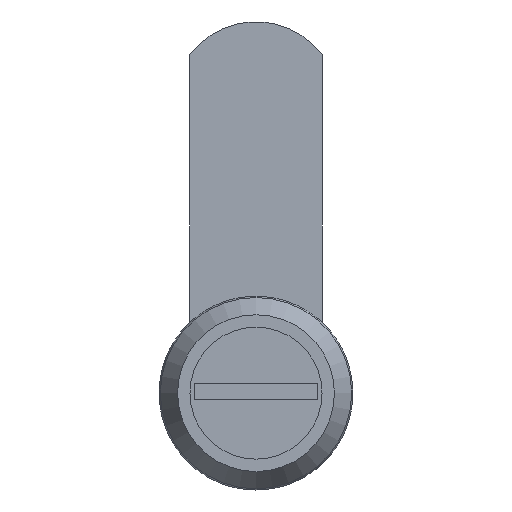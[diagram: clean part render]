
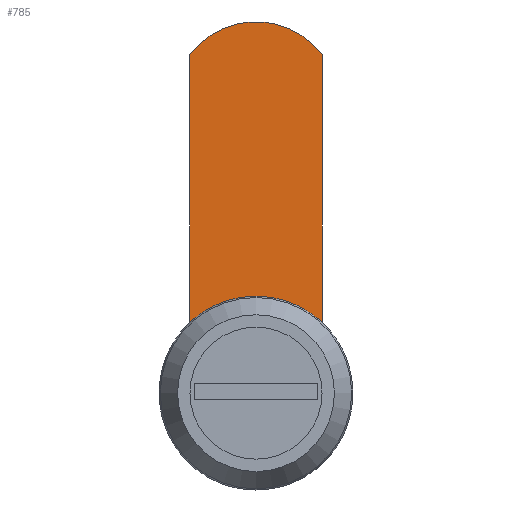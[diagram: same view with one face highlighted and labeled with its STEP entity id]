
A CAD part, left-side view. The second image highlights one B-rep face of the part: STEP entity #785.
In plain terms, the highlighted planar face has unit normal (-1, 0, 0).
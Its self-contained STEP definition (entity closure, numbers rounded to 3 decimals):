
#649=CARTESIAN_POINT('',(42.0,8.,-8.388));
#650=VERTEX_POINT('',#649);
#657=CARTESIAN_POINT('',(42.0,8.,41.));
#658=VERTEX_POINT('',#657);
#659=CARTESIAN_POINT('',(42.0,8.,41.));
#660=DIRECTION('',(0.0,0.0,-1.0));
#661=VECTOR('',#660,49.388);
#662=LINE('',#659,#661);
#663=EDGE_CURVE('',#658,#650,#662,.T.);
#688=CARTESIAN_POINT('',(42.0,-8.,-8.388));
#689=VERTEX_POINT('',#688);
#696=CARTESIAN_POINT('',(42.0,0.0,0.0));
#697=DIRECTION('',(-1.0,0.0,0.0));
#698=DIRECTION('',(0.0,-0.69,0.724));
#699=AXIS2_PLACEMENT_3D('',#696,#697,#698);
#700=CIRCLE('',#699,11.591);
#701=EDGE_CURVE('',#650,#689,#700,.T.);
#720=CARTESIAN_POINT('',(42.0,-8.,41.));
#721=VERTEX_POINT('',#720);
#728=CARTESIAN_POINT('',(42.0,-8.,-8.388));
#729=DIRECTION('',(0.0,0.0,1.0));
#730=VECTOR('',#729,49.388);
#731=LINE('',#728,#730);
#732=EDGE_CURVE('',#689,#721,#731,.T.);
#751=CARTESIAN_POINT('',(42.0,0.0,35.));
#752=DIRECTION('',(-1.0,0.0,0.0));
#753=DIRECTION('',(0.0,0.8,-0.6));
#754=AXIS2_PLACEMENT_3D('',#751,#752,#753);
#755=CIRCLE('',#754,10.);
#756=EDGE_CURVE('',#721,#658,#755,.T.);
#774=CARTESIAN_POINT('',(42.0,-9.6,-17.25));
#775=DIRECTION('',(-1.0,0.0,0.0));
#776=DIRECTION('',(0.0,0.0,1.0));
#777=AXIS2_PLACEMENT_3D('',#774,#775,#776);
#778=PLANE('',#777);
#779=ORIENTED_EDGE('',*,*,#663,.T.);
#780=ORIENTED_EDGE('',*,*,#701,.T.);
#781=ORIENTED_EDGE('',*,*,#732,.T.);
#782=ORIENTED_EDGE('',*,*,#756,.T.);
#783=EDGE_LOOP('',(#779,#780,#781,#782));
#784=FACE_OUTER_BOUND('',#783,.T.);
#785=ADVANCED_FACE('',(#784),#778,.T.);
